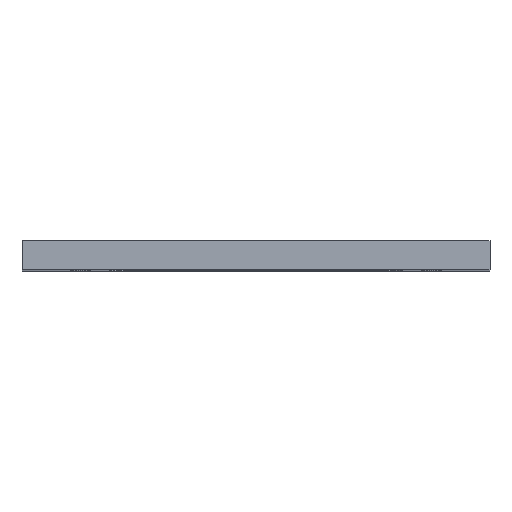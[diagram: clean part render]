
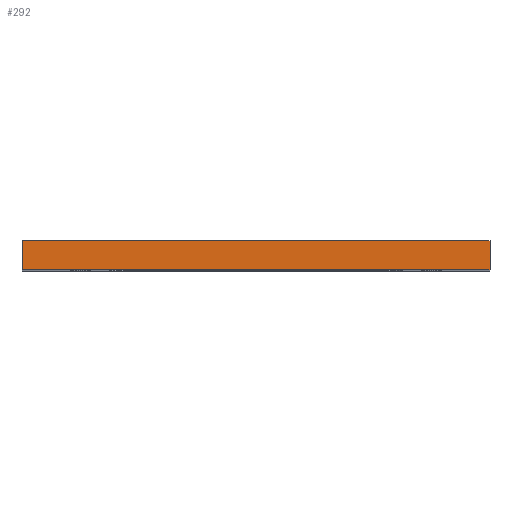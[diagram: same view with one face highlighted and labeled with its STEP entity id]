
A CAD part, top view. The second image highlights one B-rep face of the part: STEP entity #292.
In plain terms, the highlighted planar face has unit normal (0, 0, 1).
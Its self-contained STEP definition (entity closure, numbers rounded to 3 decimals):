
#19 = EDGE_CURVE ( 'NONE', #743, #895, #801, .T. ) ;
#62 = DIRECTION ( 'NONE',  ( 0., -1., 0. ) ) ;
#85 = VECTOR ( 'NONE', #690, 1000. ) ;
#91 = CARTESIAN_POINT ( 'NONE',  ( 40., 5., 25. ) ) ;
#101 = ORIENTED_EDGE ( 'NONE', *, *, #522, .T. ) ;
#125 = ORIENTED_EDGE ( 'NONE', *, *, #1128, .F. ) ;
#252 = EDGE_LOOP ( 'NONE', ( #101, #558, #125, #695 ) ) ;
#292 = ADVANCED_FACE ( 'NONE', ( #541 ), #1166, .F. ) ;
#297 = VERTEX_POINT ( 'NONE', #439 ) ;
#301 = LINE ( 'NONE', #837, #533 ) ;
#333 = VERTEX_POINT ( 'NONE', #1247 ) ;
#379 = CARTESIAN_POINT ( 'NONE',  ( -40., 0., 25. ) ) ;
#390 = LINE ( 'NONE', #91, #1189 ) ;
#439 = CARTESIAN_POINT ( 'NONE',  ( 40., 0., 25. ) ) ;
#522 = EDGE_CURVE ( 'NONE', #895, #297, #301, .T. ) ;
#533 = VECTOR ( 'NONE', #1319, 1000. ) ;
#541 = FACE_OUTER_BOUND ( 'NONE', #252, .T. ) ;
#558 = ORIENTED_EDGE ( 'NONE', *, *, #1036, .F. ) ;
#593 = CARTESIAN_POINT ( 'NONE',  ( -40., 5., 25. ) ) ;
#690 = DIRECTION ( 'NONE',  ( 0., -1., 0. ) ) ;
#695 = ORIENTED_EDGE ( 'NONE', *, *, #19, .T. ) ;
#742 = CARTESIAN_POINT ( 'NONE',  ( 40., 5., 25. ) ) ;
#743 = VERTEX_POINT ( 'NONE', #856 ) ;
#766 = DIRECTION ( 'NONE',  ( -1., 0., 0. ) ) ;
#800 = LINE ( 'NONE', #1010, #85 ) ;
#801 = LINE ( 'NONE', #593, #926 ) ;
#837 = CARTESIAN_POINT ( 'NONE',  ( 40., 0., 25. ) ) ;
#856 = CARTESIAN_POINT ( 'NONE',  ( -40., 5., 25. ) ) ;
#895 = VERTEX_POINT ( 'NONE', #379 ) ;
#926 = VECTOR ( 'NONE', #62, 1000. ) ;
#959 = DIRECTION ( 'NONE',  ( 0., 0., -1. ) ) ;
#1010 = CARTESIAN_POINT ( 'NONE',  ( 40., 5., 25. ) ) ;
#1014 = AXIS2_PLACEMENT_3D ( 'NONE', #742, #959, #766 ) ;
#1036 = EDGE_CURVE ( 'NONE', #333, #297, #800, .T. ) ;
#1128 = EDGE_CURVE ( 'NONE', #743, #333, #390, .T. ) ;
#1166 = PLANE ( 'NONE',  #1014 ) ;
#1189 = VECTOR ( 'NONE', #1226, 1000. ) ;
#1226 = DIRECTION ( 'NONE',  ( 1., 0., 0. ) ) ;
#1247 = CARTESIAN_POINT ( 'NONE',  ( 40., 5., 25. ) ) ;
#1319 = DIRECTION ( 'NONE',  ( 1., 0., 0. ) ) ;
